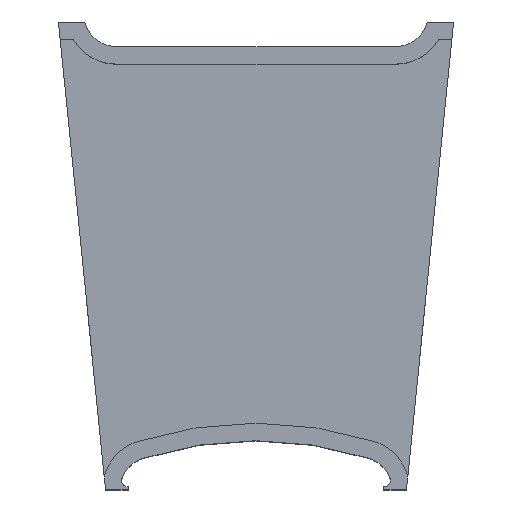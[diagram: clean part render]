
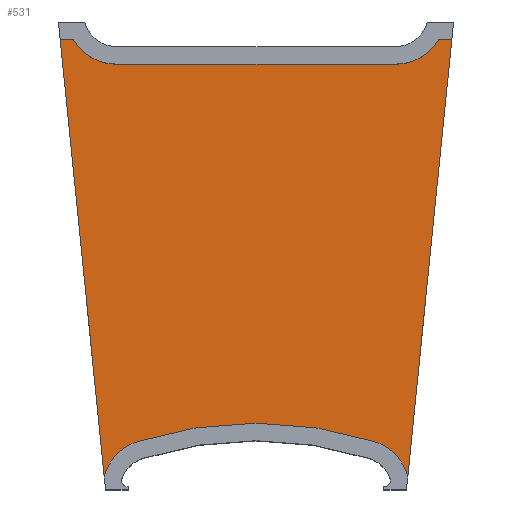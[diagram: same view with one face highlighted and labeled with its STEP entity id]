
A CAD part, top view. The second image highlights one B-rep face of the part: STEP entity #531.
In plain terms, the highlighted planar face has unit normal (0, 0, 1).
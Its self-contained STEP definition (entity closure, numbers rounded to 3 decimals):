
#11 = VECTOR ( 'NONE', #705, 1000. ) ;
#17 = EDGE_CURVE ( 'NONE', #563, #801, #482, .T. ) ;
#50 = EDGE_CURVE ( 'NONE', #1309, #382, #804, .T. ) ;
#61 = LINE ( 'NONE', #345, #1165 ) ;
#68 = FACE_OUTER_BOUND ( 'NONE', #177, .T. ) ;
#71 = ORIENTED_EDGE ( 'NONE', *, *, #675, .F. ) ;
#107 = EDGE_CURVE ( 'NONE', #1194, #336, #800, .T. ) ;
#108 = DIRECTION ( 'NONE',  ( 1., 0., 0. ) ) ;
#129 = ORIENTED_EDGE ( 'NONE', *, *, #1016, .F. ) ;
#139 = VERTEX_POINT ( 'NONE', #913 ) ;
#177 = EDGE_LOOP ( 'NONE', ( #1206, #71, #648, #1281, #1172, #681, #361, #642, #1166, #129 ) ) ;
#198 = EDGE_CURVE ( 'NONE', #801, #1309, #1190, .T. ) ;
#203 = CARTESIAN_POINT ( 'NONE',  ( 9., 9.77, 0.65 ) ) ;
#259 = DIRECTION ( 'NONE',  ( 1., 0., 0. ) ) ;
#293 = AXIS2_PLACEMENT_3D ( 'NONE', #799, #495, #697 ) ;
#300 = CARTESIAN_POINT ( 'NONE',  ( -5.398, -8.538, 0.65 ) ) ;
#322 = EDGE_CURVE ( 'NONE', #563, #139, #61, .T. ) ;
#323 = VERTEX_POINT ( 'NONE', #663 ) ;
#336 = VERTEX_POINT ( 'NONE', #572 ) ;
#345 = CARTESIAN_POINT ( 'NONE',  ( -6.85, -10.73, 0.65 ) ) ;
#356 = CIRCLE ( 'NONE', #703, 2.3 ) ;
#358 = CARTESIAN_POINT ( 'NONE',  ( -8.324, 9.77, 0.65 ) ) ;
#361 = ORIENTED_EDGE ( 'NONE', *, *, #198, .F. ) ;
#378 = CIRCLE ( 'NONE', #1144, 2.3 ) ;
#382 = VERTEX_POINT ( 'NONE', #470 ) ;
#385 = PLANE ( 'NONE',  #293 ) ;
#389 = DIRECTION ( 'NONE',  ( 0., 0., 1. ) ) ;
#410 = EDGE_CURVE ( 'NONE', #544, #518, #897, .T. ) ;
#414 = CIRCLE ( 'NONE', #831, 2.3 ) ;
#415 = VECTOR ( 'NONE', #515, 1000. ) ;
#428 = DIRECTION ( 'NONE',  ( 1., 0., 0. ) ) ;
#470 = CARTESIAN_POINT ( 'NONE',  ( 6.35, 8.65, 0.65 ) ) ;
#482 = LINE ( 'NONE', #875, #1139 ) ;
#495 = DIRECTION ( 'NONE',  ( 0., 0., 1. ) ) ;
#510 = DIRECTION ( 'NONE',  ( 1., 0., 0. ) ) ;
#515 = DIRECTION ( 'NONE',  ( 1., 0., 0. ) ) ;
#518 = VERTEX_POINT ( 'NONE', #300 ) ;
#531 = ADVANCED_FACE ( 'NONE', ( #68 ), #385, .T. ) ;
#544 = VERTEX_POINT ( 'NONE', #1126 ) ;
#545 = DIRECTION ( 'NONE',  ( 0., 0., 1. ) ) ;
#563 = VERTEX_POINT ( 'NONE', #1025 ) ;
#572 = CARTESIAN_POINT ( 'NONE',  ( 8.919, 9.77, 0.65 ) ) ;
#642 = ORIENTED_EDGE ( 'NONE', *, *, #17, .F. ) ;
#648 = ORIENTED_EDGE ( 'NONE', *, *, #1022, .T. ) ;
#651 = CARTESIAN_POINT ( 'NONE',  ( 6.35, 10.95, 0.65 ) ) ;
#655 = AXIS2_PLACEMENT_3D ( 'NONE', #1299, #1312, #259 ) ;
#663 = CARTESIAN_POINT ( 'NONE',  ( 6.913, -10.103, 0.65 ) ) ;
#675 = EDGE_CURVE ( 'NONE', #323, #544, #378, .T. ) ;
#681 = ORIENTED_EDGE ( 'NONE', *, *, #50, .F. ) ;
#683 = DIRECTION ( 'NONE',  ( 0.1, -0.995, 0. ) ) ;
#697 = DIRECTION ( 'NONE',  ( 1., 0., 0. ) ) ;
#703 = AXIS2_PLACEMENT_3D ( 'NONE', #1338, #389, #802 ) ;
#705 = DIRECTION ( 'NONE',  ( 0.1, 0.995, 0. ) ) ;
#752 = CARTESIAN_POINT ( 'NONE',  ( -6.35, 8.65, 0.65 ) ) ;
#799 = CARTESIAN_POINT ( 'NONE',  ( 6.35, 10.95, 0.65 ) ) ;
#800 = LINE ( 'NONE', #203, #415 ) ;
#801 = VERTEX_POINT ( 'NONE', #358 ) ;
#802 = DIRECTION ( 'NONE',  ( 1., 0., 0. ) ) ;
#804 = LINE ( 'NONE', #1234, #895 ) ;
#809 = CARTESIAN_POINT ( 'NONE',  ( 6.85, -10.73, 0.65 ) ) ;
#831 = AXIS2_PLACEMENT_3D ( 'NONE', #651, #545, #1174 ) ;
#833 = CARTESIAN_POINT ( 'NONE',  ( -6.35, 10.95, 0.65 ) ) ;
#844 = DIRECTION ( 'NONE',  ( 0., 0., 1. ) ) ;
#853 = DIRECTION ( 'NONE',  ( 0., 0., 1. ) ) ;
#875 = CARTESIAN_POINT ( 'NONE',  ( -8.324, 9.77, 0.65 ) ) ;
#895 = VECTOR ( 'NONE', #510, 1000. ) ;
#897 = CIRCLE ( 'NONE', #655, 17.8 ) ;
#913 = CARTESIAN_POINT ( 'NONE',  ( -6.913, -10.103, 0.65 ) ) ;
#1016 = EDGE_CURVE ( 'NONE', #518, #139, #356, .T. ) ;
#1022 = EDGE_CURVE ( 'NONE', #323, #336, #1230, .T. ) ;
#1025 = CARTESIAN_POINT ( 'NONE',  ( -8.919, 9.77, 0.65 ) ) ;
#1036 = CARTESIAN_POINT ( 'NONE',  ( 8.324, 9.77, 0.65 ) ) ;
#1126 = CARTESIAN_POINT ( 'NONE',  ( 5.398, -8.538, 0.65 ) ) ;
#1139 = VECTOR ( 'NONE', #1308, 1000. ) ;
#1144 = AXIS2_PLACEMENT_3D ( 'NONE', #1269, #844, #108 ) ;
#1165 = VECTOR ( 'NONE', #683, 1000. ) ;
#1166 = ORIENTED_EDGE ( 'NONE', *, *, #322, .T. ) ;
#1172 = ORIENTED_EDGE ( 'NONE', *, *, #1221, .F. ) ;
#1174 = DIRECTION ( 'NONE',  ( 1., 0., 0. ) ) ;
#1190 = CIRCLE ( 'NONE', #1304, 2.3 ) ;
#1194 = VERTEX_POINT ( 'NONE', #1036 ) ;
#1206 = ORIENTED_EDGE ( 'NONE', *, *, #410, .F. ) ;
#1221 = EDGE_CURVE ( 'NONE', #382, #1194, #414, .T. ) ;
#1230 = LINE ( 'NONE', #809, #11 ) ;
#1234 = CARTESIAN_POINT ( 'NONE',  ( 6.35, 8.65, 0.65 ) ) ;
#1269 = CARTESIAN_POINT ( 'NONE',  ( 4.7, -10.73, 0.65 ) ) ;
#1281 = ORIENTED_EDGE ( 'NONE', *, *, #107, .F. ) ;
#1299 = CARTESIAN_POINT ( 'NONE',  ( 0., -25.5, 0.65 ) ) ;
#1304 = AXIS2_PLACEMENT_3D ( 'NONE', #833, #853, #428 ) ;
#1308 = DIRECTION ( 'NONE',  ( 1., 0., 0. ) ) ;
#1309 = VERTEX_POINT ( 'NONE', #752 ) ;
#1312 = DIRECTION ( 'NONE',  ( 0., 0., 1. ) ) ;
#1338 = CARTESIAN_POINT ( 'NONE',  ( -4.7, -10.73, 0.65 ) ) ;
